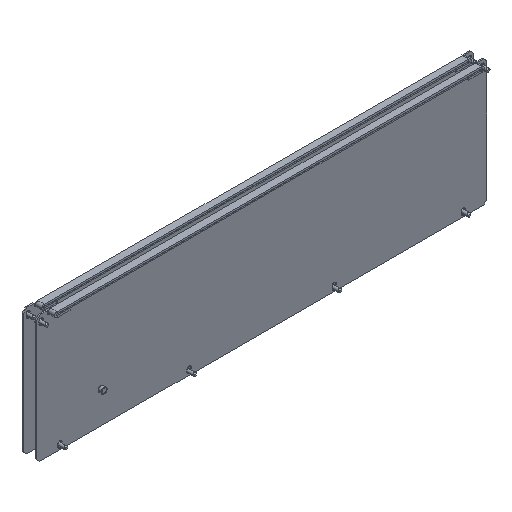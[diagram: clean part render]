
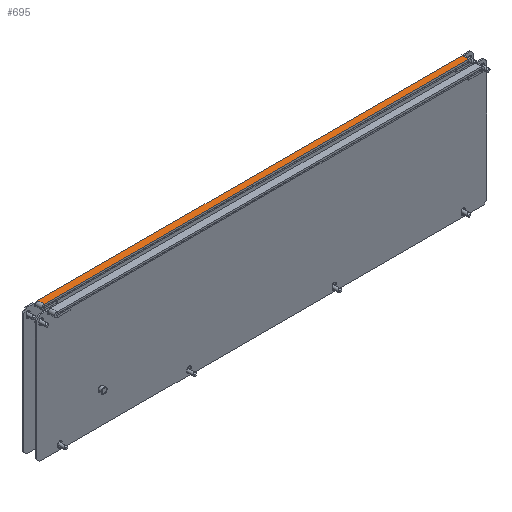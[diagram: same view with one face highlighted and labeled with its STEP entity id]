
A CAD part, isometric view. The second image highlights one B-rep face of the part: STEP entity #695.
In plain terms, the highlighted face is planar.
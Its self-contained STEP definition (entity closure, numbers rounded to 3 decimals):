
#228 = AXIS2_PLACEMENT_3D ( 'NONE', #4311, #1839, #2639 ) ;
#332 = VERTEX_POINT ( 'NONE', #725 ) ;
#538 = VECTOR ( 'NONE', #642, 1000. ) ;
#628 = EDGE_CURVE ( 'NONE', #332, #1706, #992, .T. ) ;
#642 = DIRECTION ( 'NONE',  ( 0., 0., 1. ) ) ;
#654 = ORIENTED_EDGE ( 'NONE', *, *, #628, .T. ) ;
#695 = ADVANCED_FACE ( 'NONE', ( #2917 ), #999, .T. ) ;
#725 = CARTESIAN_POINT ( 'NONE',  ( 5., -3., -329. ) ) ;
#979 = CARTESIAN_POINT ( 'NONE',  ( 5., -3., -329. ) ) ;
#992 = LINE ( 'NONE', #979, #4210 ) ;
#999 = PLANE ( 'NONE',  #228 ) ;
#1073 = ORIENTED_EDGE ( 'NONE', *, *, #1599, .F. ) ;
#1132 = CARTESIAN_POINT ( 'NONE',  ( -5., -3., -329. ) ) ;
#1599 = EDGE_CURVE ( 'NONE', #4417, #4946, #3575, .T. ) ;
#1706 = VERTEX_POINT ( 'NONE', #2408 ) ;
#1789 = DIRECTION ( 'NONE',  ( 0., 0., 1. ) ) ;
#1839 = DIRECTION ( 'NONE',  ( 0., -1., 0. ) ) ;
#1949 = EDGE_CURVE ( 'NONE', #4946, #1706, #4538, .T. ) ;
#2280 = VECTOR ( 'NONE', #4700, 1000. ) ;
#2408 = CARTESIAN_POINT ( 'NONE',  ( 5., -3., 329. ) ) ;
#2421 = CARTESIAN_POINT ( 'NONE',  ( -5., -3., 329. ) ) ;
#2600 = EDGE_LOOP ( 'NONE', ( #3866, #1073, #2703, #654 ) ) ;
#2639 = DIRECTION ( 'NONE',  ( 1., 0., 0. ) ) ;
#2703 = ORIENTED_EDGE ( 'NONE', *, *, #3211, .T. ) ;
#2766 = LINE ( 'NONE', #4461, #3563 ) ;
#2917 = FACE_OUTER_BOUND ( 'NONE', #2600, .T. ) ;
#3211 = EDGE_CURVE ( 'NONE', #4417, #332, #2766, .T. ) ;
#3563 = VECTOR ( 'NONE', #4179, 1000. ) ;
#3575 = LINE ( 'NONE', #1132, #538 ) ;
#3771 = CARTESIAN_POINT ( 'NONE',  ( -5., -3., -329. ) ) ;
#3866 = ORIENTED_EDGE ( 'NONE', *, *, #1949, .F. ) ;
#4179 = DIRECTION ( 'NONE',  ( 1., 0., 0. ) ) ;
#4210 = VECTOR ( 'NONE', #1789, 1000. ) ;
#4311 = CARTESIAN_POINT ( 'NONE',  ( -5., -3., -329. ) ) ;
#4312 = CARTESIAN_POINT ( 'NONE',  ( -5., -3., 329. ) ) ;
#4417 = VERTEX_POINT ( 'NONE', #3771 ) ;
#4461 = CARTESIAN_POINT ( 'NONE',  ( -5., -3., -329. ) ) ;
#4538 = LINE ( 'NONE', #4312, #2280 ) ;
#4700 = DIRECTION ( 'NONE',  ( 1., 0., 0. ) ) ;
#4946 = VERTEX_POINT ( 'NONE', #2421 ) ;
